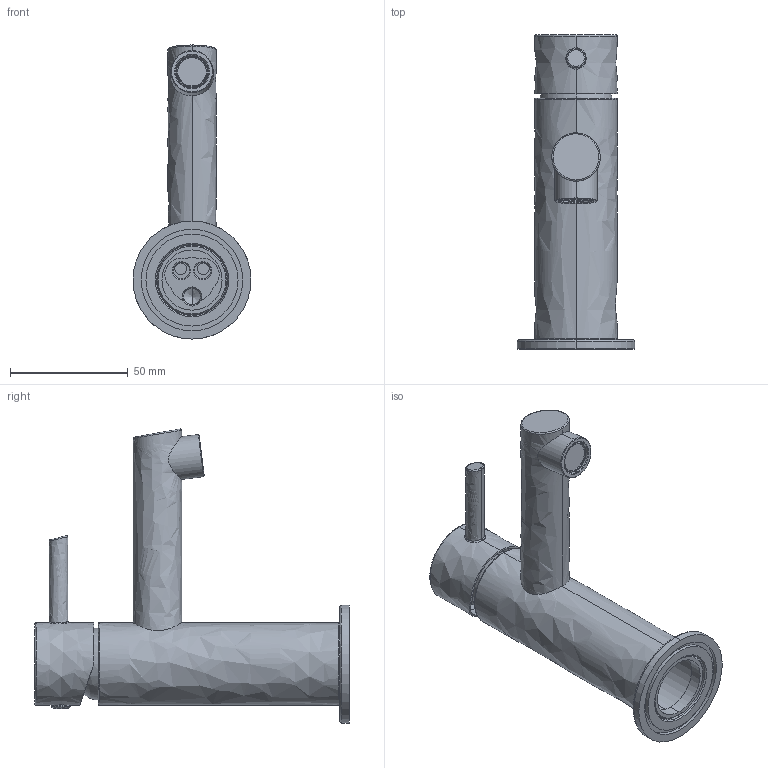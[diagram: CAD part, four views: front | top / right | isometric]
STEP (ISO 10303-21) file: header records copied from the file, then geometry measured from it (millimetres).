
FILE_DESCRIPTION (( 'STEP AP214' ), '1' );
FILE_NAME ('CO202.STEP', '2021-12-03T09:49:36', ( '' ), ( '' ), 'SwSTEP 2.0', 'SolidWorks 2019', '' );
FILE_SCHEMA (( 'AUTOMOTIVE_DESIGN' ));
Length unit declared in the file: millimetre
Products named in the file (1): CO202
Bounding box: 50 x 133.12 x 124.64 mm (x, y, z)
Surface area: 67013.8 mm2 (no closed solid volume)
Topology: 0 solids, 24 shells, 869 faces, 2139 edges, 1344 vertices
Faces by surface type: bspline 869
Entity records: 45553 total; most frequent: CARTESIAN_POINT 19104, ORIENTED_EDGE 4218, DIRECTION 2363, EDGE_CURVE 2119, VERTEX_POINT 1344, EDGE_LOOP 963, AXIS2_PLACEMENT_3D 898, CIRCLE 897
